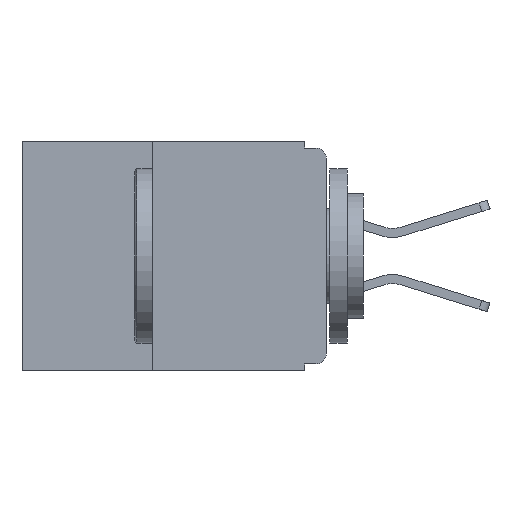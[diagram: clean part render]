
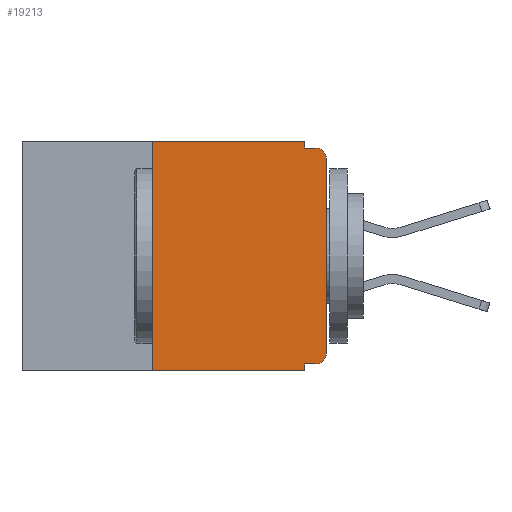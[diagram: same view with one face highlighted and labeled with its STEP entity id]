
A CAD part, left-side view. The second image highlights one B-rep face of the part: STEP entity #19213.
In plain terms, the highlighted planar face has unit normal (-1, 0, 0).
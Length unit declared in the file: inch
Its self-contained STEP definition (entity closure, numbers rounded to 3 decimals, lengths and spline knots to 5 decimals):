
#804 = DIRECTION ( 'NONE',  ( 0., 0., -1. ) ) ;
#914 = CARTESIAN_POINT ( 'NONE',  ( 0., 0.437, 0. ) ) ;
#1123 = DIRECTION ( 'NONE',  ( -1., 0., 0. ) ) ;
#1159 = DIRECTION ( 'NONE',  ( 0., -1., 0. ) ) ;
#1537 = CARTESIAN_POINT ( 'NONE',  ( 0., 0.031, -0.33 ) ) ;
#1687 = ORIENTED_EDGE ( 'NONE', *, *, #17564, .F. ) ;
#2020 = VECTOR ( 'NONE', #20880, 39.37008 ) ;
#2056 = DIRECTION ( 'NONE',  ( 0., -1., 0. ) ) ;
#2907 = VERTEX_POINT ( 'NONE', #4909 ) ;
#3262 = ORIENTED_EDGE ( 'NONE', *, *, #13175, .T. ) ;
#4268 = EDGE_CURVE ( 'NONE', #22759, #24867, #24947, .T. ) ;
#4493 = PLANE ( 'NONE',  #16740 ) ;
#4732 = ORIENTED_EDGE ( 'NONE', *, *, #8941, .F. ) ;
#4733 = DIRECTION ( 'NONE',  ( 0., -1., 0. ) ) ;
#4762 = EDGE_CURVE ( 'NONE', #15561, #16521, #23557, .T. ) ;
#4909 = CARTESIAN_POINT ( 'NONE',  ( 0., 0.031, -0.01 ) ) ;
#4947 = LINE ( 'NONE', #15756, #11530 ) ;
#4948 = EDGE_LOOP ( 'NONE', ( #28016, #27418, #4732, #8430, #14141, #1687, #3262, #5260, #12060, #19296 ) ) ;
#5260 = ORIENTED_EDGE ( 'NONE', *, *, #4268, .F. ) ;
#5357 = VERTEX_POINT ( 'NONE', #16949 ) ;
#5501 = LINE ( 'NONE', #21018, #27848 ) ;
#5884 = DIRECTION ( 'NONE',  ( 0., 0., -1. ) ) ;
#6213 = VECTOR ( 'NONE', #2056, 39.37008 ) ;
#6583 = AXIS2_PLACEMENT_3D ( 'NONE', #14501, #1123, #16696 ) ;
#6741 = DIRECTION ( 'NONE',  ( 1., 0., 0. ) ) ;
#7215 = CARTESIAN_POINT ( 'NONE',  ( 0., 0., -0.305 ) ) ;
#8311 = VECTOR ( 'NONE', #804, 39.37008 ) ;
#8430 = ORIENTED_EDGE ( 'NONE', *, *, #18964, .F. ) ;
#8703 = CARTESIAN_POINT ( 'NONE',  ( 0., 0.015, -0.32 ) ) ;
#8747 = VECTOR ( 'NONE', #1159, 39.37008 ) ;
#8941 = EDGE_CURVE ( 'NONE', #2907, #25441, #4947, .T. ) ;
#9661 = CARTESIAN_POINT ( 'NONE',  ( 0., 0.031, -0.33 ) ) ;
#10085 = CARTESIAN_POINT ( 'NONE',  ( 0., 0., 0. ) ) ;
#10091 = CARTESIAN_POINT ( 'NONE',  ( 0., 0.437, -0.33 ) ) ;
#10929 = VECTOR ( 'NONE', #17297, 39.37008 ) ;
#10977 = EDGE_CURVE ( 'NONE', #16747, #21740, #14754, .T. ) ;
#10987 = DIRECTION ( 'NONE',  ( -1., 0., 0. ) ) ;
#11530 = VECTOR ( 'NONE', #4733, 39.37008 ) ;
#11646 = CARTESIAN_POINT ( 'NONE',  ( 0., 0.25, -0.33 ) ) ;
#11855 = CARTESIAN_POINT ( 'NONE',  ( 0., 0.25, 0. ) ) ;
#12060 = ORIENTED_EDGE ( 'NONE', *, *, #24020, .F. ) ;
#12718 = VERTEX_POINT ( 'NONE', #23569 ) ;
#12847 = VECTOR ( 'NONE', #22431, 39.37008 ) ;
#13175 = EDGE_CURVE ( 'NONE', #12718, #24867, #14625, .T. ) ;
#14141 = ORIENTED_EDGE ( 'NONE', *, *, #4762, .F. ) ;
#14501 = CARTESIAN_POINT ( 'NONE',  ( 0., 0.015, -0.025 ) ) ;
#14625 = LINE ( 'NONE', #10091, #8747 ) ;
#14754 = CIRCLE ( 'NONE', #24761, 0.015 ) ;
#15492 = FACE_OUTER_BOUND ( 'NONE', #4948, .T. ) ;
#15561 = VERTEX_POINT ( 'NONE', #11855 ) ;
#15756 = CARTESIAN_POINT ( 'NONE',  ( 0., 0., -0.01 ) ) ;
#16521 = VERTEX_POINT ( 'NONE', #18826 ) ;
#16696 = DIRECTION ( 'NONE',  ( 0., 0., -1. ) ) ;
#16740 = AXIS2_PLACEMENT_3D ( 'NONE', #28265, #6741, #21989 ) ;
#16747 = VERTEX_POINT ( 'NONE', #8703 ) ;
#16852 = CARTESIAN_POINT ( 'NONE',  ( 0., 0.015, -0.01 ) ) ;
#16900 = CIRCLE ( 'NONE', #6583, 0.015 ) ;
#16949 = CARTESIAN_POINT ( 'NONE',  ( 0., 0., -0.025 ) ) ;
#17273 = CARTESIAN_POINT ( 'NONE',  ( 0., 0.031, -0.32 ) ) ;
#17297 = DIRECTION ( 'NONE',  ( 0., 1., 0. ) ) ;
#17564 = EDGE_CURVE ( 'NONE', #12718, #15561, #19273, .T. ) ;
#17755 = EDGE_CURVE ( 'NONE', #21740, #5357, #18915, .T. ) ;
#18263 = EDGE_CURVE ( 'NONE', #5357, #25441, #16900, .T. ) ;
#18826 = CARTESIAN_POINT ( 'NONE',  ( 0., 0.031, 0. ) ) ;
#18915 = LINE ( 'NONE', #10085, #2020 ) ;
#18964 = EDGE_CURVE ( 'NONE', #16521, #2907, #5501, .T. ) ;
#19213 = ADVANCED_FACE ( 'NONE', ( #15492 ), #4493, .F. ) ;
#19273 = LINE ( 'NONE', #11646, #12847 ) ;
#19296 = ORIENTED_EDGE ( 'NONE', *, *, #10977, .T. ) ;
#19425 = CARTESIAN_POINT ( 'NONE',  ( 0., 0., -0.32 ) ) ;
#20880 = DIRECTION ( 'NONE',  ( 0., 0., 1. ) ) ;
#21018 = CARTESIAN_POINT ( 'NONE',  ( 0., 0.031, 0. ) ) ;
#21740 = VERTEX_POINT ( 'NONE', #7215 ) ;
#21989 = DIRECTION ( 'NONE',  ( 0., 0., -1. ) ) ;
#22431 = DIRECTION ( 'NONE',  ( 0., 0., 1. ) ) ;
#22759 = VERTEX_POINT ( 'NONE', #17273 ) ;
#23557 = LINE ( 'NONE', #914, #6213 ) ;
#23569 = CARTESIAN_POINT ( 'NONE',  ( 0., 0.25, -0.33 ) ) ;
#23936 = CARTESIAN_POINT ( 'NONE',  ( 0., 0.015, -0.305 ) ) ;
#24020 = EDGE_CURVE ( 'NONE', #16747, #22759, #28078, .T. ) ;
#24761 = AXIS2_PLACEMENT_3D ( 'NONE', #23936, #10987, #26138 ) ;
#24867 = VERTEX_POINT ( 'NONE', #9661 ) ;
#24947 = LINE ( 'NONE', #1537, #8311 ) ;
#25441 = VERTEX_POINT ( 'NONE', #16852 ) ;
#26138 = DIRECTION ( 'NONE',  ( 0., 0., -1. ) ) ;
#27418 = ORIENTED_EDGE ( 'NONE', *, *, #18263, .T. ) ;
#27848 = VECTOR ( 'NONE', #5884, 39.37008 ) ;
#28016 = ORIENTED_EDGE ( 'NONE', *, *, #17755, .T. ) ;
#28078 = LINE ( 'NONE', #19425, #10929 ) ;
#28265 = CARTESIAN_POINT ( 'NONE',  ( 0., 0.437, 0. ) ) ;
